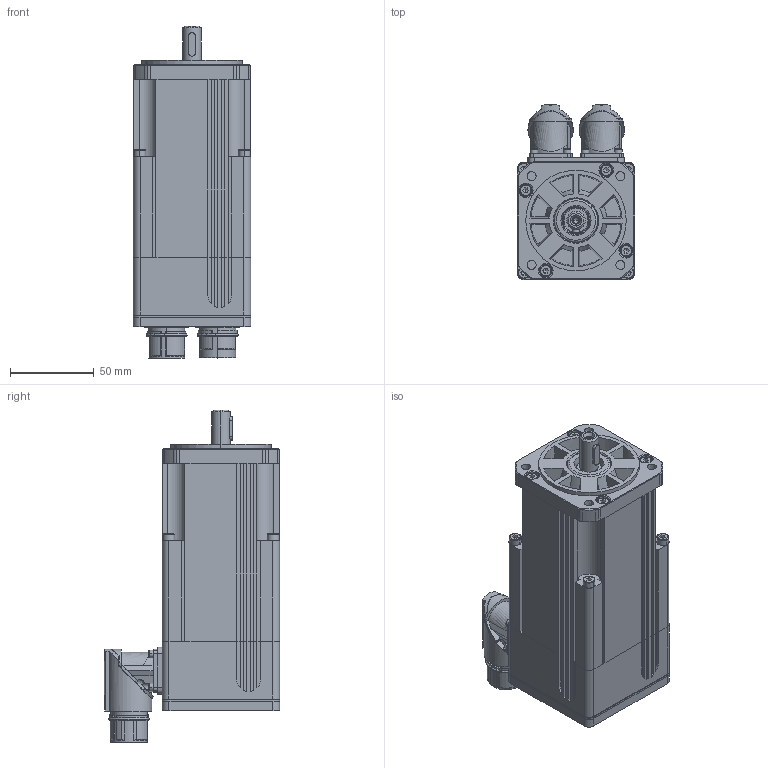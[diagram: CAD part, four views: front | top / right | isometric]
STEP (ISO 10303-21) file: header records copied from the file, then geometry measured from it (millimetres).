
FILE_DESCRIPTION((''),'2;1');
FILE_NAME('BL-74 - Short Version.stp','2013-10-04T13:22:09',('arodrigo'),(''),'Autodesk Inventor 9','Autodesk Inventor 9','');
FILE_SCHEMA(('AUTOMOTIVE_DESIGN { 1 0 10303 214 1 1 1 1 }'));
Length unit declared in the file: millimetre
Products named in the file (1): Pieza1
Bounding box: 70 x 104.53 x 198.13 mm (x, y, z)
Volume: 776811 mm3; surface area: 95437.3 mm2
Topology: 1 solids, 19 shells, 1542 faces, 4038 edges, 2469 vertices
Faces by surface type: plane 606, cylinder 421, bspline 249, cone 140, torus 80, sphere 46
Entity records: 50746 total; most frequent: CARTESIAN_POINT 13903, ORIENTED_EDGE 7760, DIRECTION 7750, EDGE_CURVE 3880, AXIS2_PLACEMENT_3D 2968, VERTEX_POINT 2469, VECTOR 1814, LINE 1814
